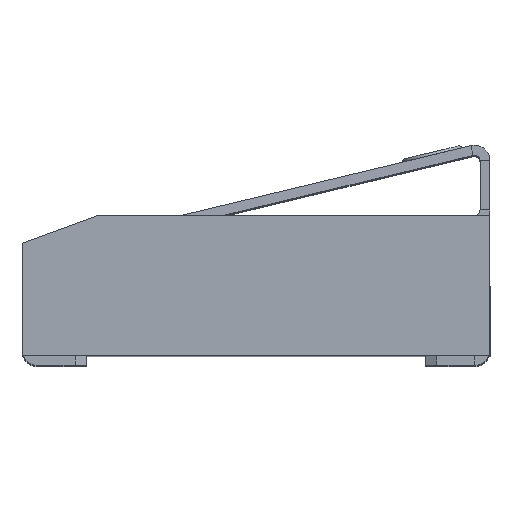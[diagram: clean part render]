
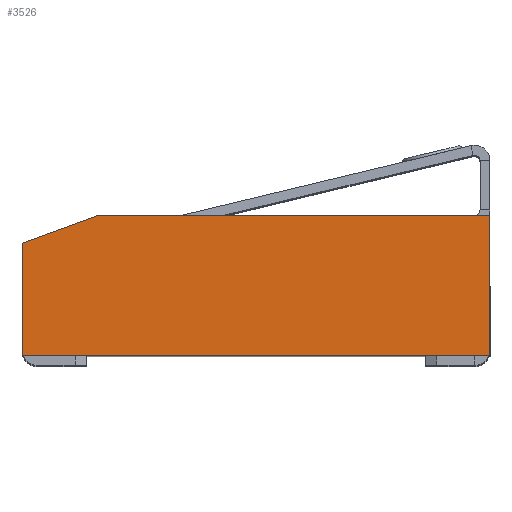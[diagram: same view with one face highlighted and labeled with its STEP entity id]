
A CAD part, top view. The second image highlights one B-rep face of the part: STEP entity #3526.
In plain terms, the highlighted planar face has unit normal (0, 0, 1).
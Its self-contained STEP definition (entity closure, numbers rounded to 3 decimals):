
#731 = CARTESIAN_POINT ( 'NONE',  ( -4.24, 0.18, 7.58 ) ) ;
#824 = DIRECTION ( 'NONE',  ( 0., -1., 0. ) ) ;
#915 = PLANE ( 'NONE',  #8505 ) ;
#1078 = ORIENTED_EDGE ( 'NONE', *, *, #4224, .T. ) ;
#1212 = CARTESIAN_POINT ( 'NONE',  ( 4.24, 0.18, 7.58 ) ) ;
#1476 = FACE_OUTER_BOUND ( 'NONE', #15487, .T. ) ;
#1622 = VERTEX_POINT ( 'NONE', #7831 ) ;
#1825 = DIRECTION ( 'NONE',  ( -0.94, -0.342, 0. ) ) ;
#2214 = DIRECTION ( 'NONE',  ( 0., 0., -1. ) ) ;
#3166 = LINE ( 'NONE', #5025, #18324 ) ;
#3526 = ADVANCED_FACE ( 'NONE', ( #1476 ), #915, .F. ) ;
#3778 = VECTOR ( 'NONE', #824, 1000. ) ;
#3992 = VECTOR ( 'NONE', #1825, 1000. ) ;
#4224 = EDGE_CURVE ( 'NONE', #14471, #1622, #10761, .T. ) ;
#5025 = CARTESIAN_POINT ( 'NONE',  ( 4.24, 2.72, 7.58 ) ) ;
#6074 = DIRECTION ( 'NONE',  ( -1., 0., 0. ) ) ;
#6295 = EDGE_CURVE ( 'NONE', #11995, #18193, #11555, .T. ) ;
#6507 = DIRECTION ( 'NONE',  ( 0., 1., 0. ) ) ;
#7673 = ORIENTED_EDGE ( 'NONE', *, *, #16695, .T. ) ;
#7831 = CARTESIAN_POINT ( 'NONE',  ( 4.24, 0.18, 7.58 ) ) ;
#8092 = DIRECTION ( 'NONE',  ( 1., 0., 0. ) ) ;
#8505 = AXIS2_PLACEMENT_3D ( 'NONE', #16542, #2214, #9204 ) ;
#8980 = EDGE_CURVE ( 'NONE', #15103, #11995, #13649, .T. ) ;
#8988 = CARTESIAN_POINT ( 'NONE',  ( -4.24, 2.214, 7.58 ) ) ;
#9204 = DIRECTION ( 'NONE',  ( -1., 0., 0. ) ) ;
#9247 = EDGE_CURVE ( 'NONE', #1622, #15103, #3166, .T. ) ;
#10316 = CARTESIAN_POINT ( 'NONE',  ( -4.24, 2.214, 7.58 ) ) ;
#10706 = CARTESIAN_POINT ( 'NONE',  ( -4.24, 0.18, 7.58 ) ) ;
#10761 = LINE ( 'NONE', #1212, #13016 ) ;
#11501 = ORIENTED_EDGE ( 'NONE', *, *, #6295, .T. ) ;
#11555 = LINE ( 'NONE', #10316, #3992 ) ;
#11769 = CARTESIAN_POINT ( 'NONE',  ( -2.85, 2.72, 7.58 ) ) ;
#11865 = CARTESIAN_POINT ( 'NONE',  ( -2.85, 2.72, 7.58 ) ) ;
#11995 = VERTEX_POINT ( 'NONE', #11865 ) ;
#12045 = CARTESIAN_POINT ( 'NONE',  ( 4.24, 2.72, 7.58 ) ) ;
#13016 = VECTOR ( 'NONE', #8092, 1000. ) ;
#13649 = LINE ( 'NONE', #11769, #16997 ) ;
#14271 = LINE ( 'NONE', #10706, #3778 ) ;
#14471 = VERTEX_POINT ( 'NONE', #731 ) ;
#15103 = VERTEX_POINT ( 'NONE', #12045 ) ;
#15487 = EDGE_LOOP ( 'NONE', ( #7673, #1078, #18111, #15895, #11501 ) ) ;
#15895 = ORIENTED_EDGE ( 'NONE', *, *, #8980, .T. ) ;
#16542 = CARTESIAN_POINT ( 'NONE',  ( 0., 0., 7.58 ) ) ;
#16695 = EDGE_CURVE ( 'NONE', #18193, #14471, #14271, .T. ) ;
#16997 = VECTOR ( 'NONE', #6074, 1000. ) ;
#18111 = ORIENTED_EDGE ( 'NONE', *, *, #9247, .T. ) ;
#18193 = VERTEX_POINT ( 'NONE', #8988 ) ;
#18324 = VECTOR ( 'NONE', #6507, 1000. ) ;
